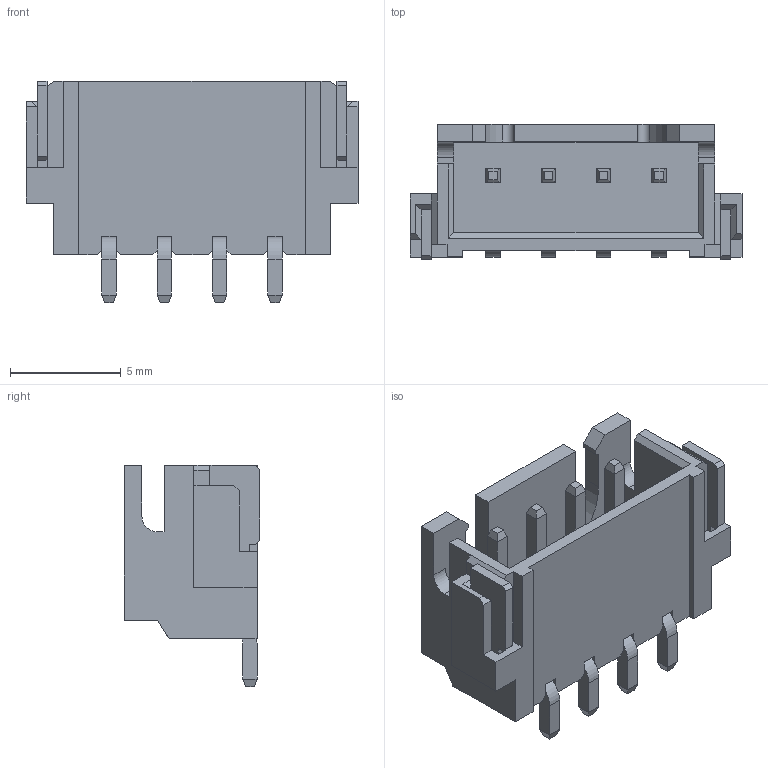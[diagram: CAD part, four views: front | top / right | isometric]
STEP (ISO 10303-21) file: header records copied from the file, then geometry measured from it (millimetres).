
FILE_DESCRIPTION (( 'STEP AP214' ), '1' );
FILE_NAME ('S4B-XH-SM4-TB(LF)(SN).STEP', '2024-01-04T06:47:37', ( '' ), ( '' ), 'SwSTEP 2.0', 'SolidWorks 2021', '' );
FILE_SCHEMA (( 'AUTOMOTIVE_DESIGN' ));
Length unit declared in the file: millimetre
Products named in the file (3): S4B-XH-SM4-TB(LF)(SN); SxB-XH-SM4-TB_4; pin^SxB-XH-SM4-TB Ass
Assembly tree (5 placements, depth 2):
  S4B-XH-SM4-TB(LF)(SN)
    SxB-XH-SM4-TB_4
    pin^SxB-XH-SM4-TB Ass  x4
Bounding box: 15 x 6.12 x 10 mm (x, y, z)
Volume: 322.3 mm3; surface area: 839.1 mm2
Topology: 7 solids, 7 shells, 213 faces, 569 edges, 366 vertices
Faces by surface type: plane 195, cylinder 18
Entity records: 4904 total; most frequent: CARTESIAN_POINT 856, ORIENTED_EDGE 844, DIRECTION 756, EDGE_CURVE 422, LINE 404, VECTOR 404, VERTEX_POINT 276, AXIS2_PLACEMENT_3D 176
